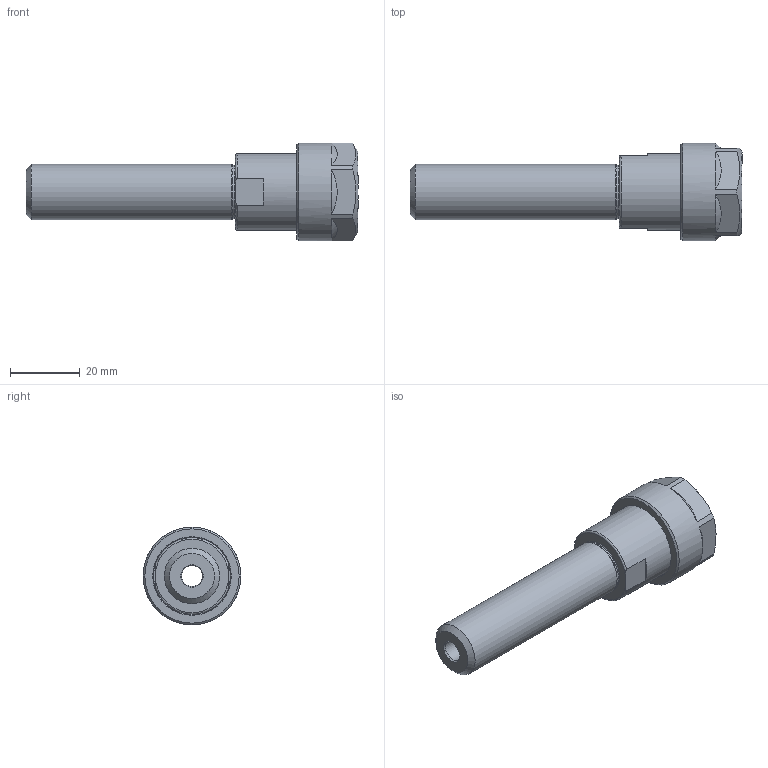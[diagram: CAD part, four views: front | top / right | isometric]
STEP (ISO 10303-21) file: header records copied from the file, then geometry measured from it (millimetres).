
FILE_DESCRIPTION(/* description */ (''),/* implementation_level */ '2;1');
FILE_NAME(/* name */ 'S062-ER16H-0236.stp',/* time_stamp */ '2019-06-17T14:44:02-05:00',/* author */ ('ldfli'),/* organization */ (''),/* preprocessor_version */ 'ST-DEVELOPER v18',/* originating_system */ 'Autodesk Inventor LT',/* authorisation */ '');
FILE_SCHEMA (('AUTOMOTIVE_DESIGN { 1 0 10303 214 3 1 1 }'));
Length unit declared in the file: millimetre
Products named in the file (1): S062-ER16H-0236
Bounding box: 95.1 x 28 x 28 mm (x, y, z)
Volume: 20779.4 mm3; surface area: 11061.8 mm2
Topology: 2 solids, 2 shells, 62 faces, 180 edges, 128 vertices
Faces by surface type: plane 26, cone 18, cylinder 12, torus 6
Full cylindrical faces by diameter (mm): 6 x1, 6.782 x1, 11 x1, 12.552 x1, 14.64 x1, 15.375 x1, 15.875 x1, 18.5 x1, 20.5 x1, 22 x1, 23.56 x1, 28 x1
Entity records: 2208 total; most frequent: CARTESIAN_POINT 453, DIRECTION 390, ORIENTED_EDGE 360, EDGE_CURVE 180, AXIS2_PLACEMENT_3D 170, VERTEX_POINT 128, CIRCLE 107, EDGE_LOOP 72
